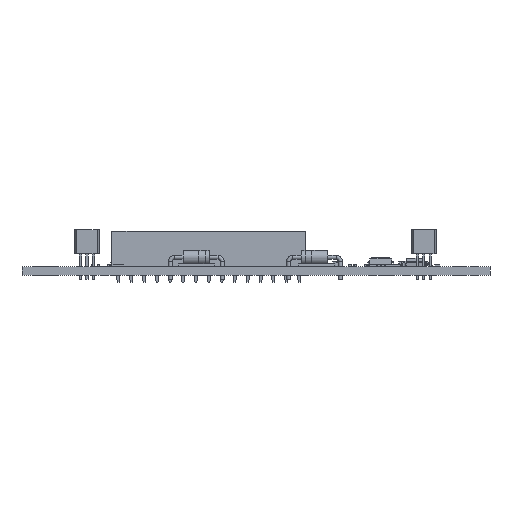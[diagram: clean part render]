
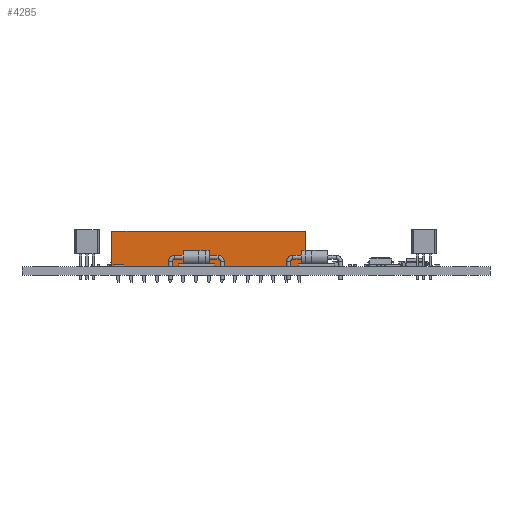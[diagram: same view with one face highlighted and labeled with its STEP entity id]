
A CAD part, front view. The second image highlights one B-rep face of the part: STEP entity #4285.
In plain terms, the highlighted face is planar.
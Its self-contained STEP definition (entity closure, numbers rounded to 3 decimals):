
#2562 = VERTEX_POINT('',#2563);
#2563 = CARTESIAN_POINT('',(-1.27,-36.83,0.));
#2571 = EDGE_CURVE('',#2562,#2572,#2574,.T.);
#2572 = VERTEX_POINT('',#2573);
#2573 = CARTESIAN_POINT('',(-1.27,-36.83,7.));
#2574 = LINE('',#2575,#2576);
#2575 = CARTESIAN_POINT('',(-1.27,-36.83,0.));
#2576 = VECTOR('',#2577,1.);
#2577 = DIRECTION('',(0.,0.,1.));
#2634 = VERTEX_POINT('',#2635);
#2635 = CARTESIAN_POINT('',(-1.27,1.27,7.));
#2641 = EDGE_CURVE('',#2642,#2634,#2644,.T.);
#2642 = VERTEX_POINT('',#2643);
#2643 = CARTESIAN_POINT('',(-1.27,1.27,0.));
#2644 = LINE('',#2645,#2646);
#2645 = CARTESIAN_POINT('',(-1.27,1.27,0.));
#2646 = VECTOR('',#2647,1.);
#2647 = DIRECTION('',(0.,0.,1.));
#2706 = EDGE_CURVE('',#2634,#2572,#2707,.T.);
#2707 = LINE('',#2708,#2709);
#2708 = CARTESIAN_POINT('',(-1.27,1.27,7.));
#2709 = VECTOR('',#2710,1.);
#2710 = DIRECTION('',(0.,-1.,0.));
#3238 = EDGE_CURVE('',#2642,#2562,#3239,.T.);
#3239 = LINE('',#3240,#3241);
#3240 = CARTESIAN_POINT('',(-1.27,1.27,0.));
#3241 = VECTOR('',#3242,1.);
#3242 = DIRECTION('',(0.,-1.,0.));
#4285 = ADVANCED_FACE('',(#4286),#4292,.F.);
#4286 = FACE_BOUND('',#4287,.F.);
#4287 = EDGE_LOOP('',(#4288,#4289,#4290,#4291));
#4288 = ORIENTED_EDGE('',*,*,#2641,.T.);
#4289 = ORIENTED_EDGE('',*,*,#2706,.T.);
#4290 = ORIENTED_EDGE('',*,*,#2571,.F.);
#4291 = ORIENTED_EDGE('',*,*,#3238,.F.);
#4292 = PLANE('',#4293);
#4293 = AXIS2_PLACEMENT_3D('',#4294,#4295,#4296);
#4294 = CARTESIAN_POINT('',(-1.27,1.27,0.));
#4295 = DIRECTION('',(1.,0.,0.));
#4296 = DIRECTION('',(0.,-1.,0.));
